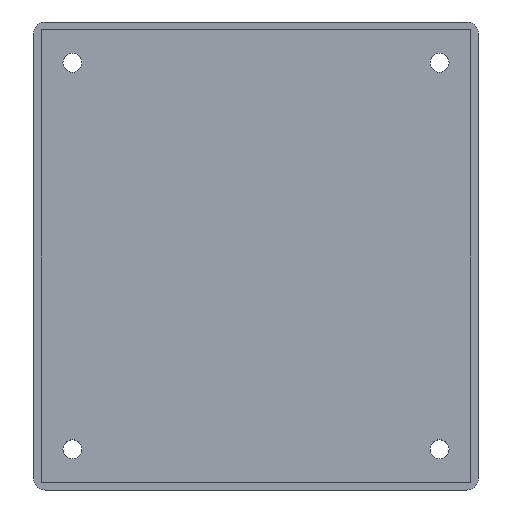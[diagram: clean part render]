
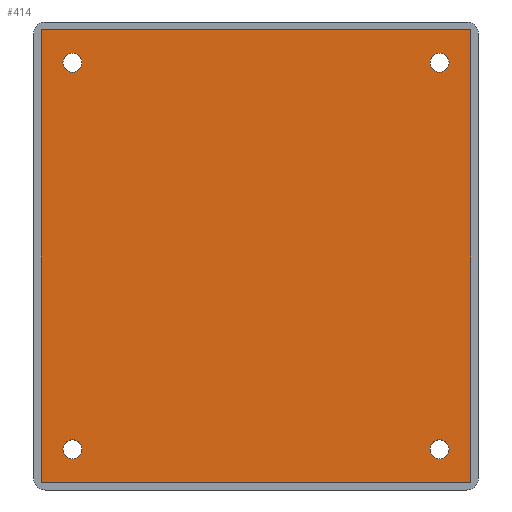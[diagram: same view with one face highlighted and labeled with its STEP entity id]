
A CAD part, top view. The second image highlights one B-rep face of the part: STEP entity #414.
In plain terms, the highlighted free-form (B-spline) face has degree [1, 1] with [2, 2] control points.
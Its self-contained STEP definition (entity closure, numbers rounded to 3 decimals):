
#91=CARTESIAN_POINT('',(-22.88,-25.4,12.7));
#92=VERTEX_POINT('',#91);
#101=CARTESIAN_POINT('',(-25.38,-25.4,12.7));
#102=VERTEX_POINT('',#101);
#103=CARTESIAN_POINT('',(-24.13,-25.4,12.7));
#104=DIRECTION('',(0.0,0.0,1.0));
#105=DIRECTION('',(1.0,0.0,0.0));
#106=AXIS2_PLACEMENT_3D('',#103,#104,#105);
#107=CIRCLE('',#106,1.25);
#108=EDGE_CURVE('',#92,#102,#107,.T.);
#154=CARTESIAN_POINT('',(22.88,25.4,12.7));
#155=VERTEX_POINT('',#154);
#164=CARTESIAN_POINT('',(25.38,25.4,12.7));
#165=VERTEX_POINT('',#164);
#166=CARTESIAN_POINT('',(24.13,25.4,12.7));
#167=DIRECTION('',(0.0,0.0,1.0));
#168=DIRECTION('',(-1.0,0.0,0.0));
#169=AXIS2_PLACEMENT_3D('',#166,#167,#168);
#170=CIRCLE('',#169,1.25);
#171=EDGE_CURVE('',#155,#165,#170,.T.);
#196=CARTESIAN_POINT('',(-22.88,25.4,12.7));
#197=VERTEX_POINT('',#196);
#206=CARTESIAN_POINT('',(-25.38,25.4,12.7));
#207=VERTEX_POINT('',#206);
#208=CARTESIAN_POINT('',(-24.13,25.4,12.7));
#209=DIRECTION('',(0.0,0.0,-1.0));
#210=DIRECTION('',(1.0,0.0,0.0));
#211=AXIS2_PLACEMENT_3D('',#208,#209,#210);
#212=CIRCLE('',#211,1.25);
#213=EDGE_CURVE('',#207,#197,#212,.T.);
#238=CARTESIAN_POINT('',(22.88,-25.4,12.7));
#239=VERTEX_POINT('',#238);
#248=CARTESIAN_POINT('',(25.38,-25.4,12.7));
#249=VERTEX_POINT('',#248);
#250=CARTESIAN_POINT('',(24.13,-25.4,12.7));
#251=DIRECTION('',(0.0,0.0,-1.0));
#252=DIRECTION('',(-1.0,0.0,0.0));
#253=AXIS2_PLACEMENT_3D('',#250,#251,#252);
#254=CIRCLE('',#253,1.25);
#255=EDGE_CURVE('',#249,#239,#254,.T.);
#289=CARTESIAN_POINT('',(24.13,-25.4,12.7));
#290=DIRECTION('',(0.0,0.0,-1.0));
#291=DIRECTION('',(-1.0,0.0,0.0));
#292=AXIS2_PLACEMENT_3D('',#289,#290,#291);
#293=CIRCLE('',#292,1.25);
#294=EDGE_CURVE('',#239,#249,#293,.T.);
#341=CARTESIAN_POINT('',(28.2,-29.75,12.7));
#342=CARTESIAN_POINT('',(28.2,29.75,12.7));
#343=CARTESIAN_POINT('',(-28.2,-29.75,12.7));
#344=CARTESIAN_POINT('',(-28.2,29.75,12.7));
#345=B_SPLINE_SURFACE_WITH_KNOTS('',1,1,((#341,#343),(#342,#344)),.UNSPECIFIED.,.F.,.F.,.U.,(2,2),(2,2),(0.0,59.5),(0.0,56.4),.UNSPECIFIED.);
#346=CARTESIAN_POINT('',(28.2,-29.75,12.7));
#347=VERTEX_POINT('',#346);
#348=CARTESIAN_POINT('',(-28.2,-29.75,12.7));
#349=VERTEX_POINT('',#348);
#350=CARTESIAN_POINT('',(28.2,-29.75,12.7));
#351=DIRECTION('',(-1.0,0.0,0.0));
#352=VECTOR('',#351,56.4);
#353=LINE('',#350,#352);
#354=EDGE_CURVE('',#347,#349,#353,.T.);
#355=ORIENTED_EDGE('',*,*,#354,.F.);
#356=CARTESIAN_POINT('',(28.2,29.75,12.7));
#357=VERTEX_POINT('',#356);
#358=CARTESIAN_POINT('',(28.2,29.75,12.7));
#359=DIRECTION('',(0.0,-1.0,0.0));
#360=VECTOR('',#359,59.5);
#361=LINE('',#358,#360);
#362=EDGE_CURVE('',#357,#347,#361,.T.);
#363=ORIENTED_EDGE('',*,*,#362,.F.);
#364=CARTESIAN_POINT('',(-28.2,29.75,12.7));
#365=VERTEX_POINT('',#364);
#366=CARTESIAN_POINT('',(-28.2,29.75,12.7));
#367=DIRECTION('',(1.0,0.0,0.0));
#368=VECTOR('',#367,56.4);
#369=LINE('',#366,#368);
#370=EDGE_CURVE('',#365,#357,#369,.T.);
#371=ORIENTED_EDGE('',*,*,#370,.F.);
#372=CARTESIAN_POINT('',(-28.2,-29.75,12.7));
#373=DIRECTION('',(0.0,1.0,0.0));
#374=VECTOR('',#373,59.5);
#375=LINE('',#372,#374);
#376=EDGE_CURVE('',#349,#365,#375,.T.);
#377=ORIENTED_EDGE('',*,*,#376,.F.);
#378=EDGE_LOOP('',(#355,#363,#371,#377));
#379=FACE_OUTER_BOUND('',#378,.T.);
#380=ORIENTED_EDGE('',*,*,#294,.T.);
#381=ORIENTED_EDGE('',*,*,#255,.T.);
#382=EDGE_LOOP('',(#380,#381));
#383=FACE_BOUND('',#382,.T.);
#384=ORIENTED_EDGE('',*,*,#108,.F.);
#385=CARTESIAN_POINT('',(-24.13,-25.4,12.7));
#386=DIRECTION('',(0.0,0.0,1.0));
#387=DIRECTION('',(1.0,0.0,0.0));
#388=AXIS2_PLACEMENT_3D('',#385,#386,#387);
#389=CIRCLE('',#388,1.25);
#390=EDGE_CURVE('',#102,#92,#389,.T.);
#391=ORIENTED_EDGE('',*,*,#390,.F.);
#392=EDGE_LOOP('',(#384,#391));
#393=FACE_BOUND('',#392,.T.);
#394=ORIENTED_EDGE('',*,*,#171,.F.);
#395=CARTESIAN_POINT('',(24.13,25.4,12.7));
#396=DIRECTION('',(0.0,0.0,1.0));
#397=DIRECTION('',(-1.0,0.0,0.0));
#398=AXIS2_PLACEMENT_3D('',#395,#396,#397);
#399=CIRCLE('',#398,1.25);
#400=EDGE_CURVE('',#165,#155,#399,.T.);
#401=ORIENTED_EDGE('',*,*,#400,.F.);
#402=EDGE_LOOP('',(#394,#401));
#403=FACE_BOUND('',#402,.T.);
#404=CARTESIAN_POINT('',(-24.13,25.4,12.7));
#405=DIRECTION('',(0.0,0.0,-1.0));
#406=DIRECTION('',(1.0,0.0,0.0));
#407=AXIS2_PLACEMENT_3D('',#404,#405,#406);
#408=CIRCLE('',#407,1.25);
#409=EDGE_CURVE('',#197,#207,#408,.T.);
#410=ORIENTED_EDGE('',*,*,#409,.T.);
#411=ORIENTED_EDGE('',*,*,#213,.T.);
#412=EDGE_LOOP('',(#410,#411));
#413=FACE_BOUND('',#412,.T.);
#414=ADVANCED_FACE('',(#379,#383,#393,#403,#413),#345,.T.);
